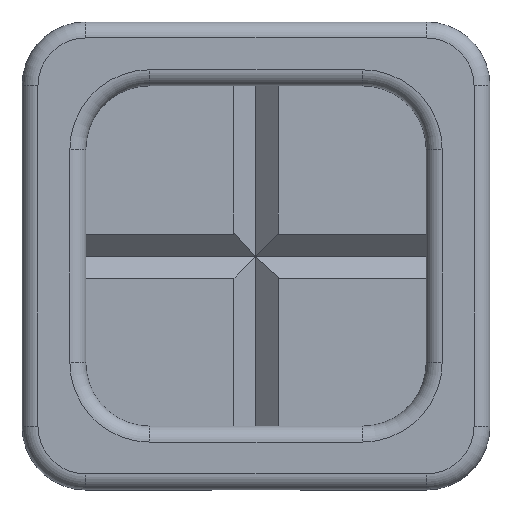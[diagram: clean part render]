
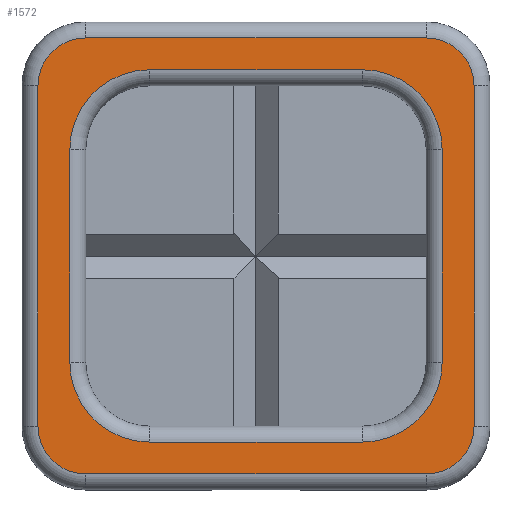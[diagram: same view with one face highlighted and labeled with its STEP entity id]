
A CAD part, top view. The second image highlights one B-rep face of the part: STEP entity #1572.
In plain terms, the highlighted planar face has unit normal (0, 0, 1).
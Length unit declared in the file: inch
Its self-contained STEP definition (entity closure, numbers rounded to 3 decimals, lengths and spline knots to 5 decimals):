
#19=FACE_BOUND('',#473,.T.);
#40=PLANE('',#1730);
#125=LINE('',#3276,#242);
#126=LINE('',#3285,#243);
#127=LINE('',#3294,#244);
#128=LINE('',#3301,#245);
#130=LINE('',#3311,#247);
#131=LINE('',#3315,#248);
#132=LINE('',#3319,#249);
#133=LINE('',#3323,#250);
#242=VECTOR('',#2033,0.3937);
#243=VECTOR('',#2046,0.3937);
#244=VECTOR('',#2059,0.3937);
#245=VECTOR('',#2070,0.3937);
#247=VECTOR('',#2082,0.3937);
#248=VECTOR('',#2085,0.3937);
#249=VECTOR('',#2088,0.3937);
#250=VECTOR('',#2091,0.3937);
#380=FACE_OUTER_BOUND('',#472,.T.);
#472=EDGE_LOOP('',(#1289,#1290,#1291,#1292,#1293,#1294,#1295,#1296));
#473=EDGE_LOOP('',(#1297,#1298,#1299,#1300,#1301,#1302,#1303,#1304));
#592=CIRCLE('',#1704,0.375);
#598=CIRCLE('',#1712,0.375);
#602=CIRCLE('',#1718,0.375);
#606=CIRCLE('',#1724,0.375);
#609=CIRCLE('',#1731,0.625);
#610=CIRCLE('',#1732,0.625);
#611=CIRCLE('',#1733,0.625);
#612=CIRCLE('',#1734,0.625);
#733=VERTEX_POINT('',#3264);
#734=VERTEX_POINT('',#3266);
#736=VERTEX_POINT('',#3272);
#738=VERTEX_POINT('',#3278);
#739=VERTEX_POINT('',#3283);
#740=VERTEX_POINT('',#3287);
#741=VERTEX_POINT('',#3292);
#742=VERTEX_POINT('',#3296);
#744=VERTEX_POINT('',#3309);
#745=VERTEX_POINT('',#3310);
#746=VERTEX_POINT('',#3312);
#747=VERTEX_POINT('',#3314);
#748=VERTEX_POINT('',#3316);
#749=VERTEX_POINT('',#3318);
#750=VERTEX_POINT('',#3320);
#751=VERTEX_POINT('',#3322);
#926=EDGE_CURVE('',#733,#734,#592,.T.);
#931=EDGE_CURVE('',#734,#736,#125,.T.);
#934=EDGE_CURVE('',#736,#738,#598,.T.);
#936=EDGE_CURVE('',#738,#739,#126,.T.);
#939=EDGE_CURVE('',#739,#740,#602,.T.);
#941=EDGE_CURVE('',#740,#741,#127,.T.);
#944=EDGE_CURVE('',#741,#742,#606,.T.);
#945=EDGE_CURVE('',#742,#733,#128,.T.);
#949=EDGE_CURVE('',#744,#745,#130,.T.);
#950=EDGE_CURVE('',#746,#744,#609,.T.);
#951=EDGE_CURVE('',#747,#746,#131,.T.);
#952=EDGE_CURVE('',#748,#747,#610,.T.);
#953=EDGE_CURVE('',#749,#748,#132,.T.);
#954=EDGE_CURVE('',#750,#749,#611,.T.);
#955=EDGE_CURVE('',#751,#750,#133,.T.);
#956=EDGE_CURVE('',#745,#751,#612,.T.);
#1289=ORIENTED_EDGE('',*,*,#926,.F.);
#1290=ORIENTED_EDGE('',*,*,#945,.F.);
#1291=ORIENTED_EDGE('',*,*,#944,.F.);
#1292=ORIENTED_EDGE('',*,*,#941,.F.);
#1293=ORIENTED_EDGE('',*,*,#939,.F.);
#1294=ORIENTED_EDGE('',*,*,#936,.F.);
#1295=ORIENTED_EDGE('',*,*,#934,.F.);
#1296=ORIENTED_EDGE('',*,*,#931,.F.);
#1297=ORIENTED_EDGE('',*,*,#949,.F.);
#1298=ORIENTED_EDGE('',*,*,#950,.F.);
#1299=ORIENTED_EDGE('',*,*,#951,.F.);
#1300=ORIENTED_EDGE('',*,*,#952,.F.);
#1301=ORIENTED_EDGE('',*,*,#953,.F.);
#1302=ORIENTED_EDGE('',*,*,#954,.F.);
#1303=ORIENTED_EDGE('',*,*,#955,.F.);
#1304=ORIENTED_EDGE('',*,*,#956,.F.);
#1572=ADVANCED_FACE('',(#380,#19),#40,.T.);
#1704=AXIS2_PLACEMENT_3D('',#3267,#2022,#2023);
#1712=AXIS2_PLACEMENT_3D('',#3281,#2040,#2041);
#1718=AXIS2_PLACEMENT_3D('',#3290,#2053,#2054);
#1724=AXIS2_PLACEMENT_3D('',#3299,#2066,#2067);
#1730=AXIS2_PLACEMENT_3D('',#3308,#2080,#2081);
#1731=AXIS2_PLACEMENT_3D('',#3313,#2083,#2084);
#1732=AXIS2_PLACEMENT_3D('',#3317,#2086,#2087);
#1733=AXIS2_PLACEMENT_3D('',#3321,#2089,#2090);
#1734=AXIS2_PLACEMENT_3D('',#3324,#2092,#2093);
#2022=DIRECTION('center_axis',(0.,0.,-1.));
#2023=DIRECTION('ref_axis',(0.707,-0.707,0.));
#2033=DIRECTION('',(-1.,0.,0.));
#2040=DIRECTION('center_axis',(0.,0.,-1.));
#2041=DIRECTION('ref_axis',(-0.707,-0.707,0.));
#2046=DIRECTION('',(0.,1.,0.));
#2053=DIRECTION('center_axis',(0.,0.,-1.));
#2054=DIRECTION('ref_axis',(-0.707,0.707,0.));
#2059=DIRECTION('',(1.,0.,0.));
#2066=DIRECTION('center_axis',(0.,0.,-1.));
#2067=DIRECTION('ref_axis',(0.707,0.707,0.));
#2070=DIRECTION('',(0.,-1.,0.));
#2080=DIRECTION('center_axis',(0.,0.,1.));
#2081=DIRECTION('ref_axis',(1.,0.,0.));
#2082=DIRECTION('',(0.,-1.,0.));
#2083=DIRECTION('center_axis',(0.,0.,1.));
#2084=DIRECTION('ref_axis',(-0.707,0.707,0.));
#2085=DIRECTION('',(-1.,0.,0.));
#2086=DIRECTION('center_axis',(0.,0.,1.));
#2087=DIRECTION('ref_axis',(0.707,0.707,0.));
#2088=DIRECTION('',(0.,1.,0.));
#2089=DIRECTION('center_axis',(0.,0.,1.));
#2090=DIRECTION('ref_axis',(0.707,-0.707,0.));
#2091=DIRECTION('',(1.,0.,0.));
#2092=DIRECTION('center_axis',(0.,0.,1.));
#2093=DIRECTION('ref_axis',(-0.707,-0.707,0.));
#3264=CARTESIAN_POINT('',(3.045,0.,0.5));
#3266=CARTESIAN_POINT('',(2.67,-0.375,0.5));
#3267=CARTESIAN_POINT('Origin',(2.67,0.,0.5));
#3272=CARTESIAN_POINT('',(0.,-0.375,0.5));
#3276=CARTESIAN_POINT('',(2.2525,-0.375,0.5));
#3278=CARTESIAN_POINT('',(-0.375,0.,0.5));
#3281=CARTESIAN_POINT('Origin',(0.,0.,0.5));
#3283=CARTESIAN_POINT('',(-0.375,2.67,0.5));
#3285=CARTESIAN_POINT('',(-0.375,0.4175,0.5));
#3287=CARTESIAN_POINT('',(0.,3.045,0.5));
#3290=CARTESIAN_POINT('Origin',(0.,2.67,0.5));
#3292=CARTESIAN_POINT('',(2.67,3.045,0.5));
#3294=CARTESIAN_POINT('',(0.4175,3.045,0.5));
#3296=CARTESIAN_POINT('',(3.045,2.67,0.5));
#3299=CARTESIAN_POINT('Origin',(2.67,2.67,0.5));
#3301=CARTESIAN_POINT('',(3.045,2.2525,0.5));
#3308=CARTESIAN_POINT('Origin',(1.335,1.335,0.5));
#3309=CARTESIAN_POINT('',(-0.125,2.17,0.5));
#3310=CARTESIAN_POINT('',(-0.125,0.5,0.5));
#3311=CARTESIAN_POINT('',(-0.125,0.6675,0.5));
#3312=CARTESIAN_POINT('',(0.5,2.795,0.5));
#3313=CARTESIAN_POINT('Origin',(0.5,2.17,0.5));
#3314=CARTESIAN_POINT('',(2.17,2.795,0.5));
#3315=CARTESIAN_POINT('',(0.6675,2.795,0.5));
#3316=CARTESIAN_POINT('',(2.795,2.17,0.5));
#3317=CARTESIAN_POINT('Origin',(2.17,2.17,0.5));
#3318=CARTESIAN_POINT('',(2.795,0.5,0.5));
#3319=CARTESIAN_POINT('',(2.795,2.0025,0.5));
#3320=CARTESIAN_POINT('',(2.17,-0.125,0.5));
#3321=CARTESIAN_POINT('Origin',(2.17,0.5,0.5));
#3322=CARTESIAN_POINT('',(0.5,-0.125,0.5));
#3323=CARTESIAN_POINT('',(2.0025,-0.125,0.5));
#3324=CARTESIAN_POINT('Origin',(0.5,0.5,0.5));
